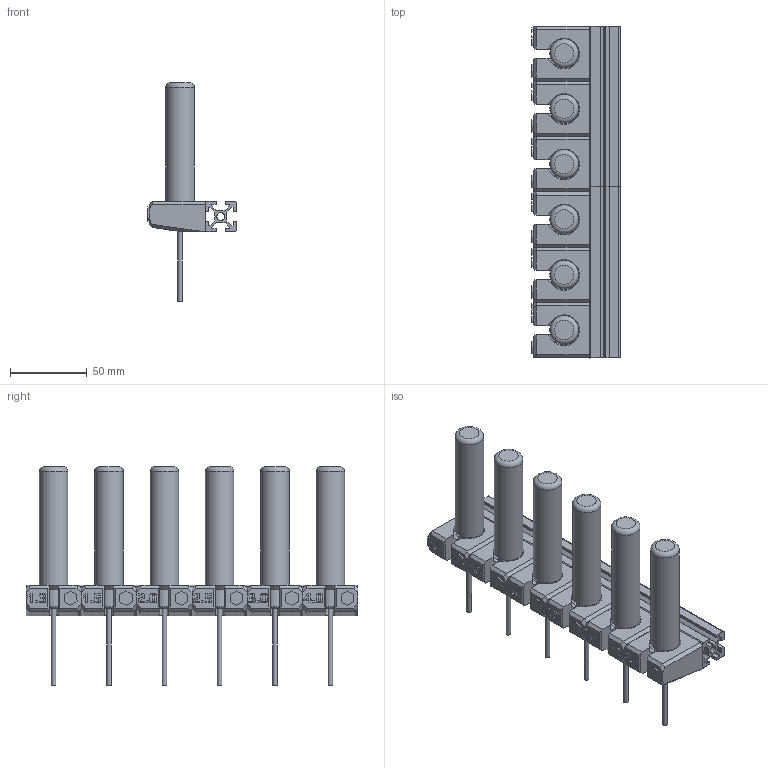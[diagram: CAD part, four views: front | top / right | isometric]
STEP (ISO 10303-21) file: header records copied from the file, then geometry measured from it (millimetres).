
FILE_DESCRIPTION(/* description */ (''),/* implementation_level */ '2;1');
FILE_NAME(/* name */ 'Fabreeko_Drivers.step',/* time_stamp */ '2023-07-01T21:05:44-07:00',/* author */ (''),/* organization */ (''),/* preprocessor_version */ 'ST-DEVELOPER v19.2',/* originating_system */ 'Autodesk Translation Framework v12.6.0.85',/* authorisation */ '');
FILE_SCHEMA (('AUTOMOTIVE_DESIGN { 1 0 10303 214 3 1 1 }'));
Length unit declared in the file: millimetre
Products named in the file (9): Fabreeko_Drivers; Fab_1.5; Fab_3.0; Fab_4.0; Fab_2.0; Fab_1.3; Fab_2.5; 2020; Fab
Assembly tree (13 placements, depth 2):
  Fabreeko_Drivers
    Fab_1.5
    Fab_3.0
    Fab_4.0
    Fab_2.0
    Fab_1.3
    Fab_2.5
    2020
    Fab  x6
Bounding box: 57.45 x 215.99 x 142 mm (x, y, z)
Volume: 296946.5 mm3; surface area: 124918.7 mm2
Topology: 49 solids, 49 shells, 836 faces, 2134 edges, 1402 vertices
Faces by surface type: plane 540, bspline 208, cylinder 64, cone 18, torus 6
Full cylindrical faces by diameter (mm): 3 x12, 3.4 x6, 5 x2, 6 x6, 13 x6, 18.6 x6
Entity records: 26494 total; most frequent: CARTESIAN_POINT 8388, ORIENTED_EDGE 4078, DIRECTION 2894, EDGE_CURVE 2039, LINE 1498, VECTOR 1498, VERTEX_POINT 1342, EDGE_LOOP 801
